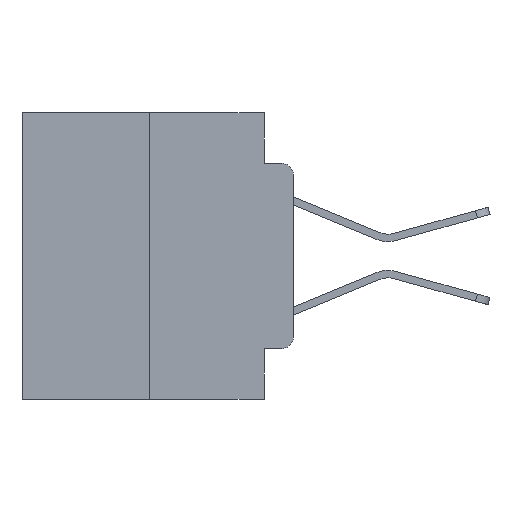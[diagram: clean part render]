
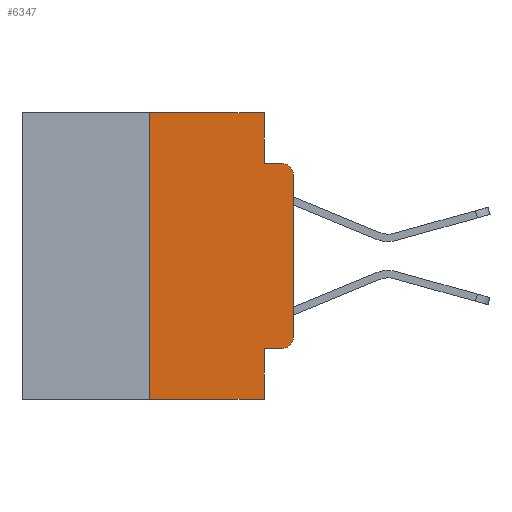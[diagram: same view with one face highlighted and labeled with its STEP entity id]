
A CAD part, left-side view. The second image highlights one B-rep face of the part: STEP entity #6347.
In plain terms, the highlighted planar face has unit normal (-1, 0, 0).
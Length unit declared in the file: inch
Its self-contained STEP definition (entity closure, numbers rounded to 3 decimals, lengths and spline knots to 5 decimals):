
#257 = EDGE_CURVE ( 'NONE', #12791, #17154, #24078, .T. ) ;
#731 = CARTESIAN_POINT ( 'NONE',  ( 0., 0.051, -0.0885 ) ) ;
#1037 = AXIS2_PLACEMENT_3D ( 'NONE', #11487, #25810, #13600 ) ;
#1282 = DIRECTION ( 'NONE',  ( -1., 0., 0. ) ) ;
#1286 = VECTOR ( 'NONE', #19667, 39.37008 ) ;
#1387 = VECTOR ( 'NONE', #8629, 39.37008 ) ;
#1671 = CARTESIAN_POINT ( 'NONE',  ( 0., 0.051, -0.4115 ) ) ;
#1792 = VERTEX_POINT ( 'NONE', #15522 ) ;
#2148 = CARTESIAN_POINT ( 'NONE',  ( 0., 0.473, 0. ) ) ;
#2849 = DIRECTION ( 'NONE',  ( 0., -1., 0. ) ) ;
#4157 = EDGE_CURVE ( 'NONE', #5404, #7881, #12397, .T. ) ;
#4482 = VERTEX_POINT ( 'NONE', #10423 ) ;
#5041 = VERTEX_POINT ( 'NONE', #24748 ) ;
#5194 = ORIENTED_EDGE ( 'NONE', *, *, #4157, .T. ) ;
#5404 = VERTEX_POINT ( 'NONE', #7454 ) ;
#6310 = ORIENTED_EDGE ( 'NONE', *, *, #19071, .F. ) ;
#6347 = ADVANCED_FACE ( 'NONE', ( #9142 ), #8420, .F. ) ;
#6550 = CARTESIAN_POINT ( 'NONE',  ( 0., 0.051, 0. ) ) ;
#6840 = CARTESIAN_POINT ( 'NONE',  ( 0., 0.051, 0. ) ) ;
#6952 = ORIENTED_EDGE ( 'NONE', *, *, #257, .F. ) ;
#6986 = ORIENTED_EDGE ( 'NONE', *, *, #20440, .F. ) ;
#7314 = ORIENTED_EDGE ( 'NONE', *, *, #14944, .T. ) ;
#7454 = CARTESIAN_POINT ( 'NONE',  ( 0., 0.25, -0.5 ) ) ;
#7729 = CIRCLE ( 'NONE', #8224, 0.02 ) ;
#7881 = VERTEX_POINT ( 'NONE', #18546 ) ;
#8224 = AXIS2_PLACEMENT_3D ( 'NONE', #13768, #1282, #15874 ) ;
#8420 = PLANE ( 'NONE',  #21265 ) ;
#8629 = DIRECTION ( 'NONE',  ( 0., 0., -1. ) ) ;
#8857 = CARTESIAN_POINT ( 'NONE',  ( 0., 0., -0.1085 ) ) ;
#9142 = FACE_OUTER_BOUND ( 'NONE', #18030, .T. ) ;
#10423 = CARTESIAN_POINT ( 'NONE',  ( 0., 0.02, -0.4115 ) ) ;
#10511 = DIRECTION ( 'NONE',  ( 0., 0., -1. ) ) ;
#10754 = CARTESIAN_POINT ( 'NONE',  ( 0., 0.051, -0.0885 ) ) ;
#11333 = ORIENTED_EDGE ( 'NONE', *, *, #23153, .T. ) ;
#11487 = CARTESIAN_POINT ( 'NONE',  ( 0., 0.02, -0.1085 ) ) ;
#12207 = CARTESIAN_POINT ( 'NONE',  ( 0., 0., 0. ) ) ;
#12397 = LINE ( 'NONE', #23652, #1286 ) ;
#12783 = CARTESIAN_POINT ( 'NONE',  ( 0., 0.25, 0. ) ) ;
#12791 = VERTEX_POINT ( 'NONE', #12783 ) ;
#13103 = CARTESIAN_POINT ( 'NONE',  ( 0., 0.051, -0.4115 ) ) ;
#13600 = DIRECTION ( 'NONE',  ( 0., 0., -1. ) ) ;
#13768 = CARTESIAN_POINT ( 'NONE',  ( 0., 0.02, -0.3915 ) ) ;
#13781 = LINE ( 'NONE', #6550, #1387 ) ;
#14143 = VECTOR ( 'NONE', #22999, 39.37008 ) ;
#14944 = EDGE_CURVE ( 'NONE', #4482, #5041, #7729, .T. ) ;
#15103 = ORIENTED_EDGE ( 'NONE', *, *, #17715, .F. ) ;
#15522 = CARTESIAN_POINT ( 'NONE',  ( 0., 0.02, -0.0885 ) ) ;
#15874 = DIRECTION ( 'NONE',  ( 0., 0., -1. ) ) ;
#16336 = EDGE_CURVE ( 'NONE', #26459, #4482, #18064, .T. ) ;
#16440 = ORIENTED_EDGE ( 'NONE', *, *, #24490, .T. ) ;
#16475 = DIRECTION ( 'NONE',  ( 0., 0., 1. ) ) ;
#16879 = CARTESIAN_POINT ( 'NONE',  ( 0., 0.051, 0. ) ) ;
#17091 = ORIENTED_EDGE ( 'NONE', *, *, #16336, .T. ) ;
#17154 = VERTEX_POINT ( 'NONE', #6840 ) ;
#17434 = VECTOR ( 'NONE', #20353, 39.37008 ) ;
#17482 = LINE ( 'NONE', #12207, #22249 ) ;
#17715 = EDGE_CURVE ( 'NONE', #26459, #7881, #13781, .T. ) ;
#18030 = EDGE_LOOP ( 'NONE', ( #16440, #11333, #25631, #6986, #6952, #6310, #5194, #15103, #17091, #7314 ) ) ;
#18064 = LINE ( 'NONE', #1671, #17434 ) ;
#18546 = CARTESIAN_POINT ( 'NONE',  ( 0., 0.051, -0.5 ) ) ;
#18698 = VECTOR ( 'NONE', #23852, 39.37008 ) ;
#19071 = EDGE_CURVE ( 'NONE', #5404, #12791, #20618, .T. ) ;
#19619 = LINE ( 'NONE', #16879, #14143 ) ;
#19667 = DIRECTION ( 'NONE',  ( 0., -1., 0. ) ) ;
#20177 = VECTOR ( 'NONE', #2849, 39.37008 ) ;
#20353 = DIRECTION ( 'NONE',  ( 0., -1., 0. ) ) ;
#20440 = EDGE_CURVE ( 'NONE', #17154, #21678, #19619, .T. ) ;
#20537 = VERTEX_POINT ( 'NONE', #8857 ) ;
#20618 = LINE ( 'NONE', #20865, #25337 ) ;
#20828 = LINE ( 'NONE', #731, #20177 ) ;
#20865 = CARTESIAN_POINT ( 'NONE',  ( 0., 0.25, 0. ) ) ;
#21265 = AXIS2_PLACEMENT_3D ( 'NONE', #2148, #22835, #10511 ) ;
#21678 = VERTEX_POINT ( 'NONE', #10754 ) ;
#21806 = EDGE_CURVE ( 'NONE', #21678, #1792, #20828, .T. ) ;
#22249 = VECTOR ( 'NONE', #16475, 39.37008 ) ;
#22835 = DIRECTION ( 'NONE',  ( 1., 0., 0. ) ) ;
#22887 = DIRECTION ( 'NONE',  ( 0., 0., 1. ) ) ;
#22999 = DIRECTION ( 'NONE',  ( 0., 0., -1. ) ) ;
#23153 = EDGE_CURVE ( 'NONE', #20537, #1792, #25464, .T. ) ;
#23652 = CARTESIAN_POINT ( 'NONE',  ( 0., 0.473, -0.5 ) ) ;
#23759 = CARTESIAN_POINT ( 'NONE',  ( 0., 0.473, 0. ) ) ;
#23852 = DIRECTION ( 'NONE',  ( 0., -1., 0. ) ) ;
#24078 = LINE ( 'NONE', #23759, #18698 ) ;
#24490 = EDGE_CURVE ( 'NONE', #5041, #20537, #17482, .T. ) ;
#24748 = CARTESIAN_POINT ( 'NONE',  ( 0., 0., -0.3915 ) ) ;
#25337 = VECTOR ( 'NONE', #22887, 39.37008 ) ;
#25464 = CIRCLE ( 'NONE', #1037, 0.02 ) ;
#25631 = ORIENTED_EDGE ( 'NONE', *, *, #21806, .F. ) ;
#25810 = DIRECTION ( 'NONE',  ( -1., 0., 0. ) ) ;
#26459 = VERTEX_POINT ( 'NONE', #13103 ) ;
